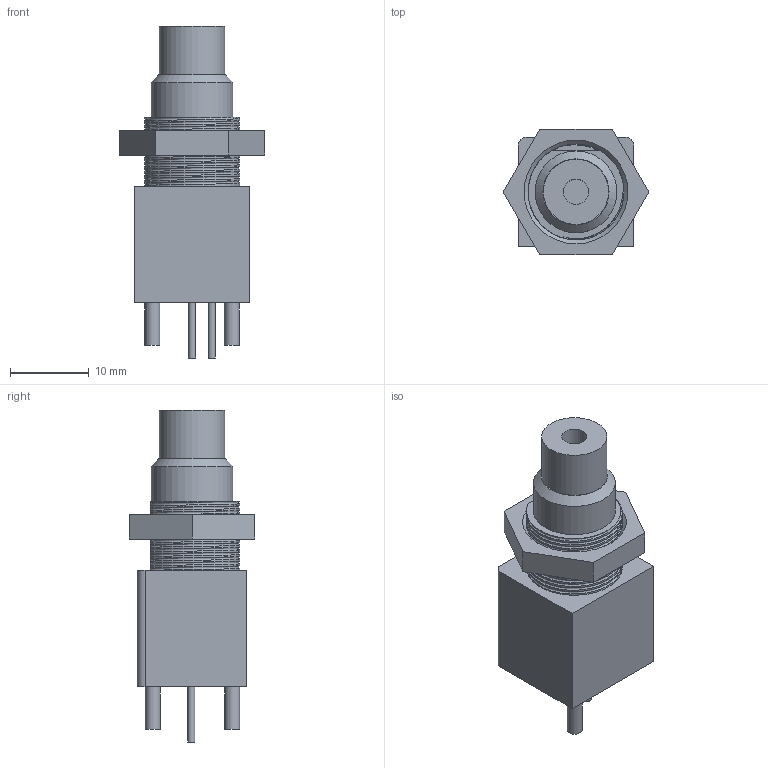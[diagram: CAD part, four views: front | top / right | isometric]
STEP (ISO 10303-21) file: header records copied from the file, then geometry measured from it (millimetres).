
FILE_DESCRIPTION(/* description */ ('STEP AP242','CAx-IF Rec.Pracs.---Representation and Presentation of Product Manufacturing Information (PMI)---4.0---2014-10-13','CAx-IF Rec.Pracs.---3D Tessellated Geometry---0.4---2014-09-14','2;1'),/* implementation_level */ '2;1');
FILE_NAME(/* name */ '65df73c583b1ed4fd331de98',/* time_stamp */ '2024-02-28T17:56:22Z',/* author */ (''),/* organization */ (''),/* preprocessor_version */ 'ST-DEVELOPER v19.4',/* originating_system */ ' ',/* authorisation */ ' ');
FILE_SCHEMA (('AP242_MANAGED_MODEL_BASED_3D_ENGINEERING_MIM_LF { 1 0 10303 442 1 1 4 }'));
Length unit declared in the file: metre
Products named in the file (2): Part 1; Part 2
Bounding box: 18.48 x 16 x 42.2 mm (x, y, z)
Volume: 5047.3 mm3; surface area: 2663.6 mm2
Topology: 2 solids, 2 shells, 70 faces, 174 edges, 116 vertices
Faces by surface type: cylinder 26, plane 25, bspline 16, cone 3
Full cylindrical faces by diameter (mm): 0.9 x2, 1.9 x2, 3.2 x1, 8.3 x1, 10.4 x1, 12.18 x1
Entity records: 8676 total; most frequent: CARTESIAN_POINT 7107, ORIENTED_EDGE 320, DIRECTION 237, EDGE_CURVE 160, VERTEX_POINT 113, EDGE_LOOP 91, FACE_BOUND 91, AXIS2_PLACEMENT_3D 84
